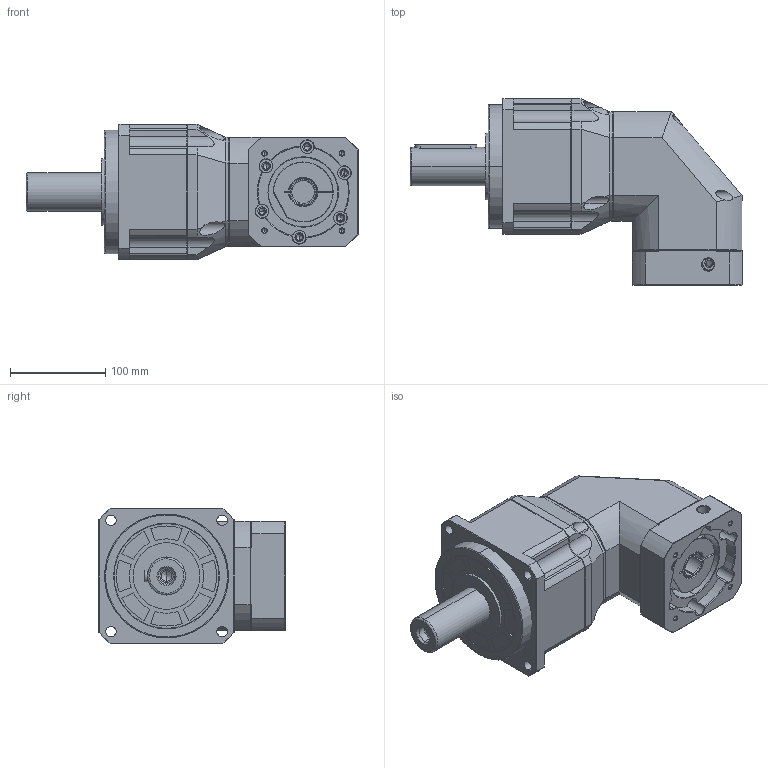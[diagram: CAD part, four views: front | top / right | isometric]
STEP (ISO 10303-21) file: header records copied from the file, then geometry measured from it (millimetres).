
FILE_DESCRIPTION (( 'STEP AP214' ), '1' );
FILE_NAME ('SBL142-L2-24-95-115-M6-M8.STEP', '2022-01-14T03:08:10', ( 'admin' ), ( '' ), 'SwSTEP 2.0', 'SolidWorks 2013', '' );
FILE_SCHEMA (( 'AUTOMOTIVE_DESIGN' ));
Length unit declared in the file: millimetre
Products named in the file (6): SBL115-95-115M6; SBL115_X2_8F9351658F7495017D2773AF_X0_-24; SB142_X2_8F9351FA7AEF_X0_; SB142_X2_4E007EA79F7F570863A5_X0_115; SBL115-24; SBL142-L2-24-95-115-M6-M8
Assembly tree (5 placements, depth 2):
  SBL142-L2-24-95-115-M6-M8
    SBL115-24
    SB142_X2_4E007EA79F7F570863A5_X0_115
    SB142_X2_8F9351FA7AEF_X0_
    SBL115_X2_8F9351658F7495017D2773AF_X0_-24
    SBL115-95-115M6
Bounding box: 348.5 x 195.5 x 142 mm (x, y, z)
Volume: 4460089.5 mm3; surface area: 410249.1 mm2
Topology: 8 solids, 8 shells, 648 faces, 1632 edges, 1012 vertices
Faces by surface type: cylinder 262, plane 230, cone 136, bspline 20
Entity records: 28790 total; most frequent: CARTESIAN_POINT 6062, DIRECTION 3225, ORIENTED_EDGE 3200, EDGE_CURVE 1600, AXIS2_PLACEMENT_3D 1257, VERTEX_POINT 1012, EDGE_LOOP 738, VECTOR 711
